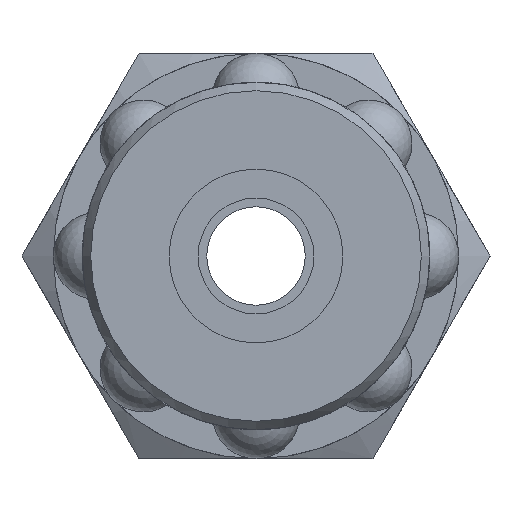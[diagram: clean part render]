
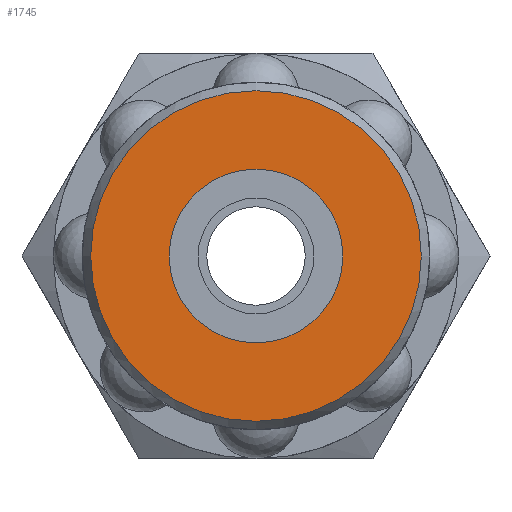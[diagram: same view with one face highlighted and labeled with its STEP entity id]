
A CAD part, left-side view. The second image highlights one B-rep face of the part: STEP entity #1745.
In plain terms, the highlighted planar face has unit normal (-1, 0, 0).
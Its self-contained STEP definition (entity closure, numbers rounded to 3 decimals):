
#69=FACE_BOUND('',#462,.T.);
#273=PLANE('',#1947);
#345=FACE_OUTER_BOUND('',#461,.T.);
#461=EDGE_LOOP('',(#1369,#1370));
#462=EDGE_LOOP('',(#1371,#1372));
#545=CIRCLE('',#1858,3.);
#546=CIRCLE('',#1859,3.);
#600=CIRCLE('',#1948,5.711);
#601=CIRCLE('',#1949,5.711);
#727=VERTEX_POINT('',#2778);
#728=VERTEX_POINT('',#2779);
#783=VERTEX_POINT('',#3134);
#784=VERTEX_POINT('',#3135);
#910=EDGE_CURVE('',#727,#728,#545,.T.);
#911=EDGE_CURVE('',#728,#727,#546,.T.);
#999=EDGE_CURVE('',#783,#784,#600,.T.);
#1000=EDGE_CURVE('',#784,#783,#601,.T.);
#1369=ORIENTED_EDGE('',*,*,#999,.F.);
#1370=ORIENTED_EDGE('',*,*,#1000,.F.);
#1371=ORIENTED_EDGE('',*,*,#910,.T.);
#1372=ORIENTED_EDGE('',*,*,#911,.T.);
#1745=ADVANCED_FACE('',(#345,#69),#273,.T.);
#1858=AXIS2_PLACEMENT_3D('',#2780,#2161,#2162);
#1859=AXIS2_PLACEMENT_3D('',#2781,#2163,#2164);
#1947=AXIS2_PLACEMENT_3D('',#3133,#2357,#2358);
#1948=AXIS2_PLACEMENT_3D('',#3136,#2359,#2360);
#1949=AXIS2_PLACEMENT_3D('',#3137,#2361,#2362);
#2161=DIRECTION('center_axis',(1.,0.,0.));
#2162=DIRECTION('ref_axis',(0.,-1.,0.));
#2163=DIRECTION('center_axis',(1.,0.,0.));
#2164=DIRECTION('ref_axis',(0.,-1.,0.));
#2357=DIRECTION('center_axis',(-1.,0.,0.));
#2358=DIRECTION('ref_axis',(0.,0.,1.));
#2359=DIRECTION('center_axis',(1.,0.,0.));
#2360=DIRECTION('ref_axis',(0.,-1.,0.));
#2361=DIRECTION('center_axis',(1.,0.,0.));
#2362=DIRECTION('ref_axis',(0.,-1.,0.));
#2778=CARTESIAN_POINT('',(-31.,-3.,0.));
#2779=CARTESIAN_POINT('',(-31.,3.,0.));
#2780=CARTESIAN_POINT('Origin',(-31.,0.,0.));
#2781=CARTESIAN_POINT('Origin',(-31.,0.,0.));
#3133=CARTESIAN_POINT('Origin',(-31.,-2.856,0.));
#3134=CARTESIAN_POINT('',(-31.,-5.711,0.));
#3135=CARTESIAN_POINT('',(-31.,5.711,0.));
#3136=CARTESIAN_POINT('Origin',(-31.,0.,0.));
#3137=CARTESIAN_POINT('Origin',(-31.,0.,0.));
